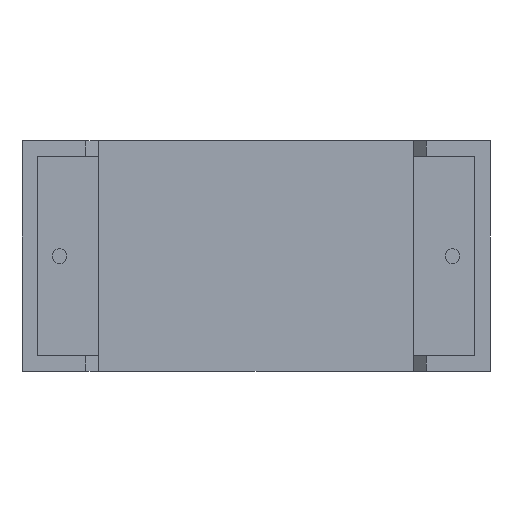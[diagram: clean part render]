
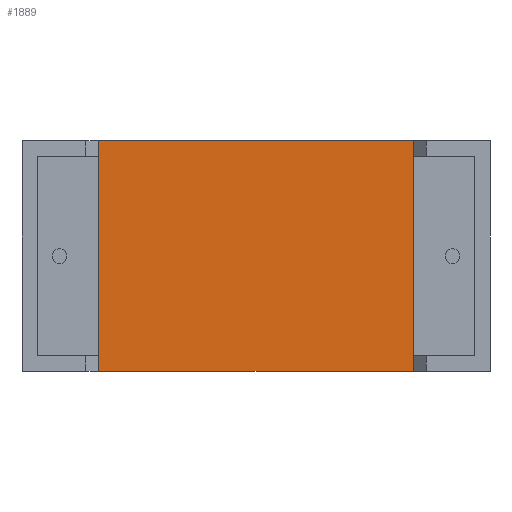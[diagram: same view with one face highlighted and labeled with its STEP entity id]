
A CAD part, front view. The second image highlights one B-rep face of the part: STEP entity #1889.
In plain terms, the highlighted planar face has unit normal (0, -1, 0).
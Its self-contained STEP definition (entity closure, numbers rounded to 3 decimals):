
#158 = CARTESIAN_POINT ( 'NONE',  ( 4.394, 0.762, 13.2 ) ) ;
#463 = DIRECTION ( 'NONE',  ( 0., 0., 1. ) ) ;
#546 = CARTESIAN_POINT ( 'NONE',  ( 13.4, 0.762, 0. ) ) ;
#548 = VECTOR ( 'NONE', #2910, 1000. ) ;
#649 = CARTESIAN_POINT ( 'NONE',  ( 4.394, 0.762, 0. ) ) ;
#927 = VECTOR ( 'NONE', #1291, 1000. ) ;
#1190 = LINE ( 'NONE', #1988, #548 ) ;
#1240 = VERTEX_POINT ( 'NONE', #2017 ) ;
#1291 = DIRECTION ( 'NONE',  ( 0., 0., 1. ) ) ;
#1375 = EDGE_CURVE ( 'NONE', #1240, #1970, #1990, .T. ) ;
#1383 = EDGE_CURVE ( 'NONE', #1970, #2678, #1589, .T. ) ;
#1458 = DIRECTION ( 'NONE',  ( 0., 1., 0. ) ) ;
#1565 = AXIS2_PLACEMENT_3D ( 'NONE', #546, #1458, #2434 ) ;
#1589 = LINE ( 'NONE', #649, #2552 ) ;
#1645 = EDGE_CURVE ( 'NONE', #1659, #2678, #1190, .T. ) ;
#1659 = VERTEX_POINT ( 'NONE', #2248 ) ;
#1691 = ORIENTED_EDGE ( 'NONE', *, *, #1960, .T. ) ;
#1824 = LINE ( 'NONE', #2490, #927 ) ;
#1889 = ADVANCED_FACE ( 'NONE', ( #2450 ), #1935, .F. ) ;
#1935 = PLANE ( 'NONE',  #1565 ) ;
#1953 = ORIENTED_EDGE ( 'NONE', *, *, #1375, .F. ) ;
#1960 = EDGE_CURVE ( 'NONE', #1240, #1659, #1824, .T. ) ;
#1970 = VERTEX_POINT ( 'NONE', #1979 ) ;
#1979 = CARTESIAN_POINT ( 'NONE',  ( 4.394, 0.762, 0. ) ) ;
#1988 = CARTESIAN_POINT ( 'NONE',  ( 13.4, 0.762, 13.2 ) ) ;
#1990 = LINE ( 'NONE', #2996, #2289 ) ;
#2017 = CARTESIAN_POINT ( 'NONE',  ( 22.406, 0.762, 0. ) ) ;
#2248 = CARTESIAN_POINT ( 'NONE',  ( 22.406, 0.762, 13.2 ) ) ;
#2262 = ORIENTED_EDGE ( 'NONE', *, *, #1645, .T. ) ;
#2289 = VECTOR ( 'NONE', #2307, 1000. ) ;
#2307 = DIRECTION ( 'NONE',  ( -1., 0., 0. ) ) ;
#2434 = DIRECTION ( 'NONE',  ( -1., 0., 0. ) ) ;
#2450 = FACE_OUTER_BOUND ( 'NONE', #2500, .T. ) ;
#2490 = CARTESIAN_POINT ( 'NONE',  ( 22.406, 0.762, 0. ) ) ;
#2500 = EDGE_LOOP ( 'NONE', ( #2262, #3041, #1953, #1691 ) ) ;
#2552 = VECTOR ( 'NONE', #463, 1000. ) ;
#2678 = VERTEX_POINT ( 'NONE', #158 ) ;
#2910 = DIRECTION ( 'NONE',  ( -1., 0., 0. ) ) ;
#2996 = CARTESIAN_POINT ( 'NONE',  ( 13.4, 0.762, 0. ) ) ;
#3041 = ORIENTED_EDGE ( 'NONE', *, *, #1383, .F. ) ;
